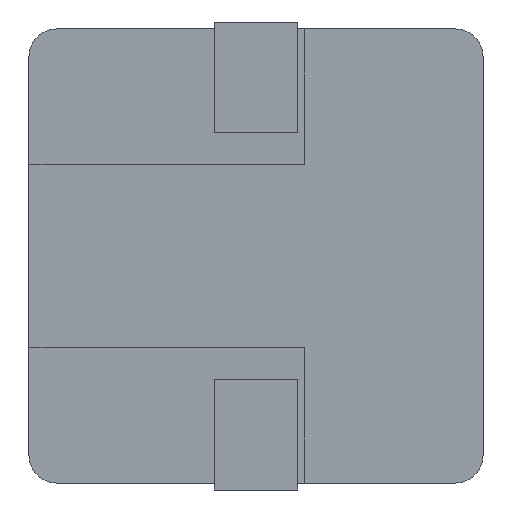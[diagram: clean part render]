
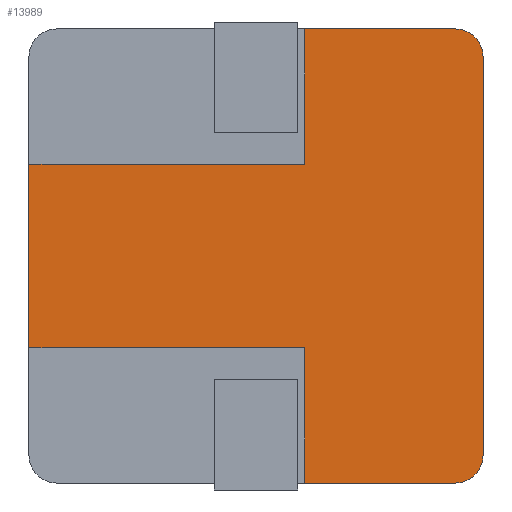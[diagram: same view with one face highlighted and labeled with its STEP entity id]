
A CAD part, front view. The second image highlights one B-rep face of the part: STEP entity #13989.
In plain terms, the highlighted planar face has unit normal (0, -1, 0).
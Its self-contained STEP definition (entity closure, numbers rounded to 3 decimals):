
#382 = CARTESIAN_POINT ( 'NONE',  ( 7.412, 0., 8.15 ) ) ;
#398 = CARTESIAN_POINT ( 'NONE',  ( 8.15, 0., 7.15 ) ) ;
#699 = ORIENTED_EDGE ( 'NONE', *, *, #15534, .F. ) ;
#727 = CARTESIAN_POINT ( 'NONE',  ( 1.75, 0., -8.15 ) ) ;
#816 = EDGE_CURVE ( 'NONE', #9494, #23132, #6944, .T. ) ;
#1021 = CARTESIAN_POINT ( 'NONE',  ( -8.15, 0., 8.15 ) ) ;
#1088 = DIRECTION ( 'NONE',  ( 0., 0., 1. ) ) ;
#1269 = CARTESIAN_POINT ( 'NONE',  ( 8.15, 0., -7.412 ) ) ;
#2667 = VECTOR ( 'NONE', #5352, 1000. ) ;
#2785 = B_SPLINE_CURVE_WITH_KNOTS ( 'NONE', 3,
 ( #23784, #382, #11964, #14102, #10003, #17625 ),
 .UNSPECIFIED., .F., .F.,
 ( 4, 2, 4 ),
 ( 0., 0.5, 1. ),
 .UNSPECIFIED. ) ;
#2792 = CARTESIAN_POINT ( 'NONE',  ( 1.75, 0., 3.3 ) ) ;
#3257 = VECTOR ( 'NONE', #21538, 1000. ) ;
#3352 = CARTESIAN_POINT ( 'NONE',  ( 8.15, 0., -3.3 ) ) ;
#3458 = ORIENTED_EDGE ( 'NONE', *, *, #17187, .F. ) ;
#3960 = VERTEX_POINT ( 'NONE', #16399 ) ;
#4327 = VECTOR ( 'NONE', #18436, 1000. ) ;
#4706 = VERTEX_POINT ( 'NONE', #14066 ) ;
#4802 = LINE ( 'NONE', #21450, #3257 ) ;
#4977 = CARTESIAN_POINT ( 'NONE',  ( 8.15, 0., -8.15 ) ) ;
#5247 = CARTESIAN_POINT ( 'NONE',  ( 7.15, 0., -8.15 ) ) ;
#5352 = DIRECTION ( 'NONE',  ( -1., 0., 0. ) ) ;
#5653 = CARTESIAN_POINT ( 'NONE',  ( 8.15, 0., 8.15 ) ) ;
#5720 = EDGE_LOOP ( 'NONE', ( #25452, #3458, #22528, #12432, #699, #15867, #13303, #13143, #14971, #8818 ) ) ;
#6442 = VERTEX_POINT ( 'NONE', #727 ) ;
#6533 = EDGE_CURVE ( 'NONE', #6442, #13949, #24771, .T. ) ;
#6597 = FACE_OUTER_BOUND ( 'NONE', #5720, .T. ) ;
#6848 = CARTESIAN_POINT ( 'NONE',  ( 8.15, 0., 3.3 ) ) ;
#6918 = DIRECTION ( 'NONE',  ( 0., 0., -1. ) ) ;
#6944 = LINE ( 'NONE', #4977, #22019 ) ;
#7498 = CARTESIAN_POINT ( 'NONE',  ( -8.15, 0., -8.15 ) ) ;
#7583 = DIRECTION ( 'NONE',  ( 1., 0., 0. ) ) ;
#8818 = ORIENTED_EDGE ( 'NONE', *, *, #9450, .T. ) ;
#9243 = LINE ( 'NONE', #20614, #4327 ) ;
#9275 = CARTESIAN_POINT ( 'NONE',  ( 8.15, 0., -7.15 ) ) ;
#9390 = VECTOR ( 'NONE', #6918, 1000. ) ;
#9444 = LINE ( 'NONE', #3352, #2667 ) ;
#9450 = EDGE_CURVE ( 'NONE', #9742, #3960, #22510, .T. ) ;
#9494 = VERTEX_POINT ( 'NONE', #23019 ) ;
#9507 = EDGE_CURVE ( 'NONE', #9494, #13949, #11293, .T. ) ;
#9685 = DIRECTION ( 'NONE',  ( 0., 1., 0. ) ) ;
#9742 = VERTEX_POINT ( 'NONE', #19824 ) ;
#10003 = CARTESIAN_POINT ( 'NONE',  ( 8.15, 0., 7.412 ) ) ;
#11293 = B_SPLINE_CURVE_WITH_KNOTS ( 'NONE', 3,
 ( #9275, #1269, #21218, #24868, #19048, #5247 ),
 .UNSPECIFIED., .F., .F.,
 ( 4, 2, 4 ),
 ( 0., 0.5, 1. ),
 .UNSPECIFIED. ) ;
#11824 = LINE ( 'NONE', #24736, #9390 ) ;
#11964 = CARTESIAN_POINT ( 'NONE',  ( 7.672, 0., 8.042 ) ) ;
#12432 = ORIENTED_EDGE ( 'NONE', *, *, #16600, .F. ) ;
#13057 = LINE ( 'NONE', #6848, #15514 ) ;
#13143 = ORIENTED_EDGE ( 'NONE', *, *, #816, .T. ) ;
#13238 = EDGE_CURVE ( 'NONE', #9742, #23132, #2785, .T. ) ;
#13303 = ORIENTED_EDGE ( 'NONE', *, *, #9507, .F. ) ;
#13424 = DIRECTION ( 'NONE',  ( 0., 0., 1. ) ) ;
#13806 = VERTEX_POINT ( 'NONE', #20012 ) ;
#13949 = VERTEX_POINT ( 'NONE', #21206 ) ;
#13989 = ADVANCED_FACE ( 'NONE', ( #6597 ), #20949, .F. ) ;
#14066 = CARTESIAN_POINT ( 'NONE',  ( 1.75, 0., -3.3 ) ) ;
#14102 = CARTESIAN_POINT ( 'NONE',  ( 8.042, 0., 7.672 ) ) ;
#14830 = DIRECTION ( 'NONE',  ( -1., 0., 0. ) ) ;
#14971 = ORIENTED_EDGE ( 'NONE', *, *, #13238, .F. ) ;
#15029 = CARTESIAN_POINT ( 'NONE',  ( -8.15, 0., 3.3 ) ) ;
#15280 = VERTEX_POINT ( 'NONE', #2792 ) ;
#15514 = VECTOR ( 'NONE', #16599, 1000. ) ;
#15534 = EDGE_CURVE ( 'NONE', #6442, #4706, #9243, .T. ) ;
#15867 = ORIENTED_EDGE ( 'NONE', *, *, #6533, .T. ) ;
#16399 = CARTESIAN_POINT ( 'NONE',  ( 1.75, 0., 8.15 ) ) ;
#16599 = DIRECTION ( 'NONE',  ( 1., 0., 0. ) ) ;
#16600 = EDGE_CURVE ( 'NONE', #4706, #13806, #9444, .T. ) ;
#17187 = EDGE_CURVE ( 'NONE', #23399, #15280, #13057, .T. ) ;
#17253 = VECTOR ( 'NONE', #14830, 1000. ) ;
#17625 = CARTESIAN_POINT ( 'NONE',  ( 8.15, 0., 7.15 ) ) ;
#18436 = DIRECTION ( 'NONE',  ( 0., 0., 1. ) ) ;
#19048 = CARTESIAN_POINT ( 'NONE',  ( 7.412, 0., -8.15 ) ) ;
#19794 = VECTOR ( 'NONE', #7583, 1000. ) ;
#19824 = CARTESIAN_POINT ( 'NONE',  ( 7.15, 0., 8.15 ) ) ;
#20012 = CARTESIAN_POINT ( 'NONE',  ( -8.15, 0., -3.3 ) ) ;
#20614 = CARTESIAN_POINT ( 'NONE',  ( 1.75, 0., 8.15 ) ) ;
#20949 = PLANE ( 'NONE',  #23695 ) ;
#21206 = CARTESIAN_POINT ( 'NONE',  ( 7.15, 0., -8.15 ) ) ;
#21218 = CARTESIAN_POINT ( 'NONE',  ( 8.042, 0., -7.672 ) ) ;
#21450 = CARTESIAN_POINT ( 'NONE',  ( 1.75, 0., 8.15 ) ) ;
#21538 = DIRECTION ( 'NONE',  ( 0., 0., 1. ) ) ;
#22019 = VECTOR ( 'NONE', #1088, 1000. ) ;
#22510 = LINE ( 'NONE', #1021, #17253 ) ;
#22528 = ORIENTED_EDGE ( 'NONE', *, *, #23307, .T. ) ;
#23019 = CARTESIAN_POINT ( 'NONE',  ( 8.15, 0., -7.15 ) ) ;
#23028 = EDGE_CURVE ( 'NONE', #15280, #3960, #4802, .T. ) ;
#23132 = VERTEX_POINT ( 'NONE', #398 ) ;
#23307 = EDGE_CURVE ( 'NONE', #23399, #13806, #11824, .T. ) ;
#23399 = VERTEX_POINT ( 'NONE', #15029 ) ;
#23695 = AXIS2_PLACEMENT_3D ( 'NONE', #5653, #9685, #13424 ) ;
#23784 = CARTESIAN_POINT ( 'NONE',  ( 7.15, 0., 8.15 ) ) ;
#24736 = CARTESIAN_POINT ( 'NONE',  ( -8.15, 0., -8.15 ) ) ;
#24771 = LINE ( 'NONE', #7498, #19794 ) ;
#24868 = CARTESIAN_POINT ( 'NONE',  ( 7.672, 0., -8.042 ) ) ;
#25452 = ORIENTED_EDGE ( 'NONE', *, *, #23028, .F. ) ;
